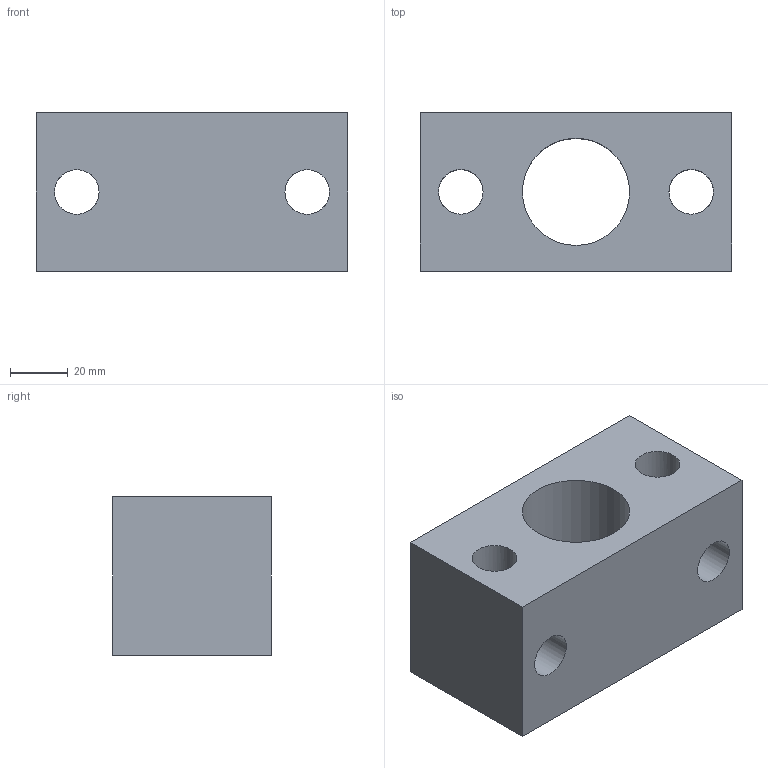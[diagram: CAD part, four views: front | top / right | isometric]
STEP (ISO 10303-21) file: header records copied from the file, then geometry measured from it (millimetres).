
FILE_DESCRIPTION(/* description */ ('STEP AP214'),/* implementation_level */ '2;1');
FILE_NAME(/* name */ '11686_YSRF-32',/* time_stamp */ '2024-09-18T13:44:05+02:00',/* author */ ('License CC BY-ND 4.0'),/* organization */ ('CADENAS'),/* preprocessor_version */ 'ST-DEVELOPER v19.3',/* originating_system */ 'PARTsolutions',/* authorisation */ ' ');
FILE_SCHEMA (('AUTOMOTIVE_DESIGN {1 0 10303 214 3 1 1}'));
Length unit declared in the file: millimetre
Products named in the file (1): 11686 YSRF-32
Bounding box: 108 x 55 x 55 mm (x, y, z)
Volume: 222464.4 mm3; surface area: 42146.4 mm2
Topology: 1 solids, 1 shells, 19 faces, 45 edges, 26 vertices
Faces by surface type: cylinder 11, plane 8
Full cylindrical faces by diameter (mm): 15.5 x8, 24 x2, 37.2 x1
Entity records: 548 total; most frequent: DIRECTION 96, CARTESIAN_POINT 80, ORIENTED_EDGE 68, EDGE_LOOP 42, FACE_BOUND 42, AXIS2_PLACEMENT_3D 42, EDGE_CURVE 34, VERTEX_POINT 26
